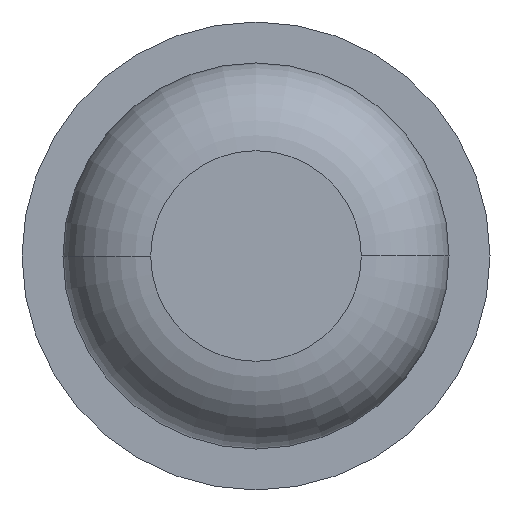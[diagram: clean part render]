
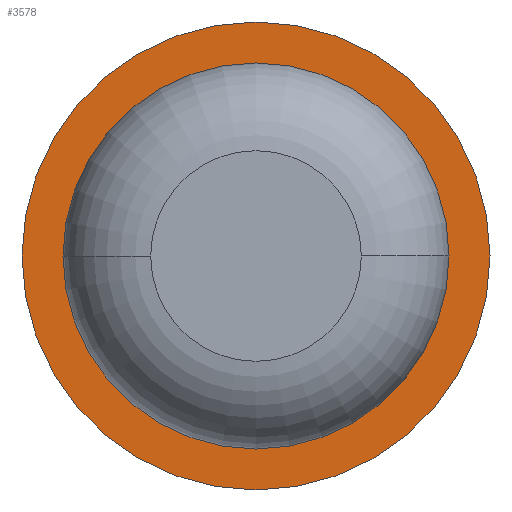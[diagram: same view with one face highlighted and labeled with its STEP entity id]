
A CAD part, front view. The second image highlights one B-rep face of the part: STEP entity #3578.
In plain terms, the highlighted planar face has unit normal (0, -1, 0).
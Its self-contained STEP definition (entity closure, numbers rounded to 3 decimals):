
#17 = AXIS2_PLACEMENT_3D ( 'NONE', #2596, #1122, #2991 ) ;
#57 = CIRCLE ( 'NONE', #3127, 0.825 ) ;
#222 = ORIENTED_EDGE ( 'NONE', *, *, #1332, .F. ) ;
#325 = VERTEX_POINT ( 'NONE', #2806 ) ;
#332 = DIRECTION ( 'NONE',  ( -1., 0., 0. ) ) ;
#439 = DIRECTION ( 'NONE',  ( 0., 1., 0. ) ) ;
#499 = EDGE_CURVE ( 'Defeature ausgef�hrt8_5+Defeature ausgef�hrt8_0+Defeature ausgef�hrt8_0+Defeature ausgef�hrt8_0', #3903, #325, #3354, .T. ) ;
#650 = DIRECTION ( 'NONE',  ( -1., 0., 0. ) ) ;
#663 = VERTEX_POINT ( 'NONE', #714 ) ;
#714 = CARTESIAN_POINT ( 'NONE',  ( 1., -6., 0. ) ) ;
#863 = VERTEX_POINT ( 'NONE', #1199 ) ;
#915 = ORIENTED_EDGE ( 'NONE', *, *, #499, .T. ) ;
#944 = CARTESIAN_POINT ( 'NONE',  ( 0., -6., 0. ) ) ;
#1023 = EDGE_LOOP ( 'NONE', ( #3540, #222 ) ) ;
#1093 = CARTESIAN_POINT ( 'NONE',  ( 0., -6., 0. ) ) ;
#1122 = DIRECTION ( 'NONE',  ( 0., 1., 0. ) ) ;
#1142 = CIRCLE ( 'NONE', #17, 1. ) ;
#1199 = CARTESIAN_POINT ( 'NONE',  ( -1., -6., 0. ) ) ;
#1243 = DIRECTION ( 'NONE',  ( 0., 1., 0. ) ) ;
#1309 = DIRECTION ( 'NONE',  ( 0., 1., 0. ) ) ;
#1332 = EDGE_CURVE ( 'Defeature ausgef�hrt8_6+Defeature ausgef�hrt8_5+Defeature ausgef�hrt8_5+Defeature ausgef�hrt8_5', #663, #863, #2634, .T. ) ;
#1339 = FACE_OUTER_BOUND ( 'NONE', #1023, .T. ) ;
#1539 = AXIS2_PLACEMENT_3D ( 'NONE', #3825, #1309, #1957 ) ;
#1764 = EDGE_CURVE ( 'Defeature ausgef�hrt8_6+Defeature ausgef�hrt8_5+Defeature ausgef�hrt8_5+Defeature ausgef�hrt8_5', #863, #663, #1142, .T. ) ;
#1865 = ORIENTED_EDGE ( 'NONE', *, *, #2856, .T. ) ;
#1948 = PLANE ( 'NONE',  #1539 ) ;
#1957 = DIRECTION ( 'NONE',  ( -1., 0., 0. ) ) ;
#2311 = AXIS2_PLACEMENT_3D ( 'NONE', #2591, #3537, #650 ) ;
#2591 = CARTESIAN_POINT ( 'NONE',  ( 0., -6., 0. ) ) ;
#2596 = CARTESIAN_POINT ( 'NONE',  ( 0., -6., 0. ) ) ;
#2634 = CIRCLE ( 'NONE', #3371, 1. ) ;
#2678 = DIRECTION ( 'NONE',  ( -1., 0., 0. ) ) ;
#2806 = CARTESIAN_POINT ( 'NONE',  ( -0.825, -6., 0. ) ) ;
#2815 = EDGE_LOOP ( 'NONE', ( #1865, #915 ) ) ;
#2856 = EDGE_CURVE ( 'Defeature ausgef�hrt8_5+Defeature ausgef�hrt8_0+Defeature ausgef�hrt8_0+Defeature ausgef�hrt8_0', #325, #3903, #57, .T. ) ;
#2991 = DIRECTION ( 'NONE',  ( -1., 0., 0. ) ) ;
#3127 = AXIS2_PLACEMENT_3D ( 'NONE', #1093, #439, #2678 ) ;
#3129 = FACE_BOUND ( 'NONE', #2815, .T. ) ;
#3354 = CIRCLE ( 'NONE', #2311, 0.825 ) ;
#3371 = AXIS2_PLACEMENT_3D ( 'NONE', #944, #1243, #332 ) ;
#3537 = DIRECTION ( 'NONE',  ( 0., 1., 0. ) ) ;
#3540 = ORIENTED_EDGE ( 'NONE', *, *, #1764, .F. ) ;
#3578 = ADVANCED_FACE ( 'Defeature ausgef�hrt8_5', ( #1339, #3129 ), #1948, .F. ) ;
#3671 = CARTESIAN_POINT ( 'NONE',  ( 0.825, -6., 0. ) ) ;
#3825 = CARTESIAN_POINT ( 'NONE',  ( 0.825, -6., 0. ) ) ;
#3903 = VERTEX_POINT ( 'NONE', #3671 ) ;
